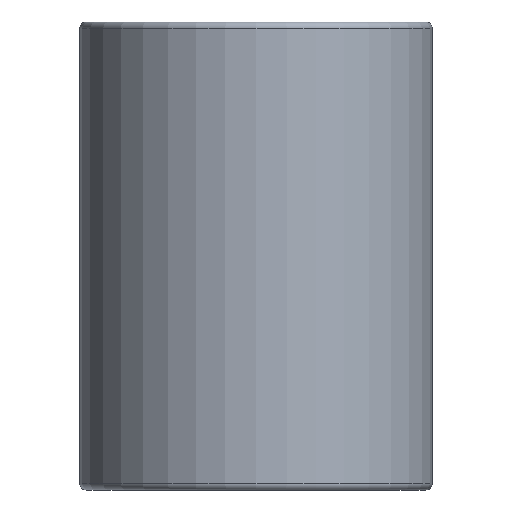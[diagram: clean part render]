
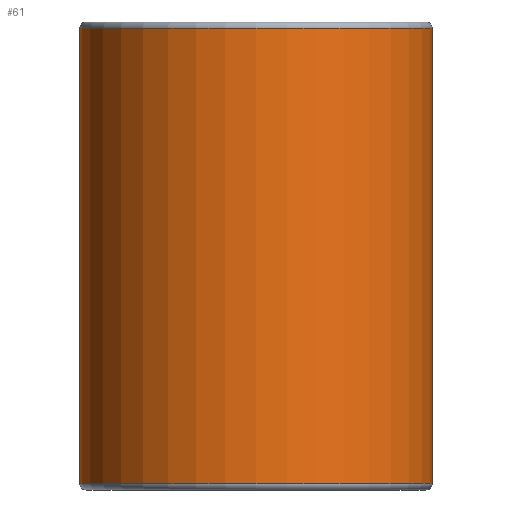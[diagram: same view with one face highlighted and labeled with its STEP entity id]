
A CAD part, front view. The second image highlights one B-rep face of the part: STEP entity #61.
In plain terms, the highlighted cylindrical face has radius 13.75 mm (diameter 27.5 mm), a partial arc.
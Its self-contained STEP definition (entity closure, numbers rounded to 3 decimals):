
#61=ADVANCED_FACE('',(#121),#122,.T.);
#121=FACE_OUTER_BOUND('',#181,.T.);
#122=CYLINDRICAL_SURFACE('',#182,13.75);
#181=EDGE_LOOP('',(#285,#286,#287,#288));
#182=AXIS2_PLACEMENT_3D('',#289,#290,#291);
#285=ORIENTED_EDGE('',*,*,#339,.T.);
#286=ORIENTED_EDGE('',*,*,#372,.F.);
#287=ORIENTED_EDGE('',*,*,#340,.T.);
#288=ORIENTED_EDGE('',*,*,#374,.T.);
#289=CARTESIAN_POINT('',(0.0,0.0,-14.5));
#290=DIRECTION('',(0.0,0.0,-1.0));
#291=DIRECTION('',(1.0,0.0,0.0));
#339=EDGE_CURVE('',#386,#392,#393,.T.);
#340=EDGE_CURVE('',#394,#383,#395,.T.);
#372=EDGE_CURVE('',#394,#392,#441,.T.);
#374=EDGE_CURVE('',#383,#386,#443,.T.);
#383=VERTEX_POINT('',#452);
#386=VERTEX_POINT('',#455);
#392=VERTEX_POINT('',#461);
#393=LINE('',#462,#463);
#394=VERTEX_POINT('',#464);
#395=LINE('',#465,#466);
#441=CIRCLE('',#518,13.75);
#443=CIRCLE('',#520,13.75);
#452=CARTESIAN_POINT('',(-13.75,0.0,-14.0));
#455=CARTESIAN_POINT('',(13.75,0.,-14.0));
#461=CARTESIAN_POINT('',(13.75,0.,21.5));
#462=CARTESIAN_POINT('',(13.75,0.,3.75));
#463=VECTOR('',#540,1.0);
#464=CARTESIAN_POINT('',(-13.75,0.,21.5));
#465=CARTESIAN_POINT('',(-13.75,0.,3.75));
#466=VECTOR('',#541,1.0);
#518=AXIS2_PLACEMENT_3D('',#599,#600,#601);
#520=AXIS2_PLACEMENT_3D('',#602,#603,#604);
#540=DIRECTION('',(-0.0,-0.0,1.0));
#541=DIRECTION('',(0.0,0.0,-1.0));
#599=CARTESIAN_POINT('',(0.0,0.0,21.5));
#600=DIRECTION('',(0.0,0.0,1.0));
#601=DIRECTION('',(1.0,0.0,0.0));
#602=CARTESIAN_POINT('',(0.0,0.0,-14.0));
#603=DIRECTION('',(0.0,0.0,1.0));
#604=DIRECTION('',(1.0,0.0,0.0));
